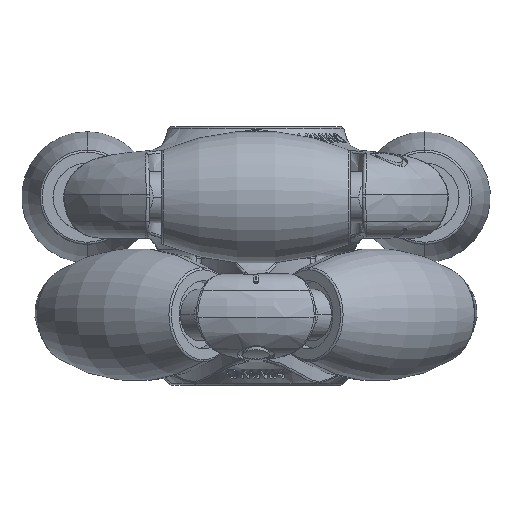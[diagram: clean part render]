
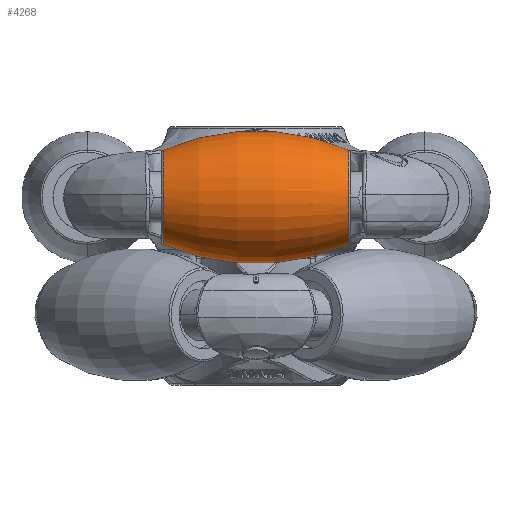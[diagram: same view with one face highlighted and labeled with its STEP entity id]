
A CAD part, left-side view. The second image highlights one B-rep face of the part: STEP entity #4268.
In plain terms, the highlighted toroidal (fillet/blend) face has major radius 17.955 mm and minor radius 25 mm.
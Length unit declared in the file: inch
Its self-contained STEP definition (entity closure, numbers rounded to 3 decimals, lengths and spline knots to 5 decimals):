
#2280 = DIRECTION ( 'NONE',  ( 0., 0., 1. ) ) ;
#2722 = CIRCLE ( 'NONE', #27075, 0.98425 ) ;
#3099 = EDGE_CURVE ( 'NONE', #9272, #43032, #16694, .T. ) ;
#4268 = ADVANCED_FACE ( 'NONE', ( #30983 ), #34811, .T. ) ;
#5144 = CARTESIAN_POINT ( 'NONE',  ( -0.70669, 0., 0.95295 ) ) ;
#5957 = CARTESIAN_POINT ( 'NONE',  ( -0.70669, 0.38873, 0.04872 ) ) ;
#8612 = DIRECTION ( 'NONE',  ( 0., 0., 1. ) ) ;
#8818 = DIRECTION ( 'NONE',  ( -1., 0., 0. ) ) ;
#9070 = DIRECTION ( 'NONE',  ( 0., -1., 0. ) ) ;
#9272 = VERTEX_POINT ( 'NONE', #16254 ) ;
#9879 = CARTESIAN_POINT ( 'NONE',  ( -0.70669, -0.38873, 0.24606 ) ) ;
#10220 = ORIENTED_EDGE ( 'NONE', *, *, #45839, .T. ) ;
#10541 = ORIENTED_EDGE ( 'NONE', *, *, #26374, .T. ) ;
#11245 = AXIS2_PLACEMENT_3D ( 'NONE', #23130, #38385, #8612 ) ;
#13519 = AXIS2_PLACEMENT_3D ( 'NONE', #21202, #20487, #47241 ) ;
#13982 = CARTESIAN_POINT ( 'NONE',  ( -0.70669, 0.38873, 0.24606 ) ) ;
#15406 = CARTESIAN_POINT ( 'NONE',  ( -0.70669, -0.38873, 0.04872 ) ) ;
#16254 = CARTESIAN_POINT ( 'NONE',  ( -0.70669, 0.38873, 0.44341 ) ) ;
#16694 = CIRCLE ( 'NONE', #13519, 0.98425 ) ;
#20487 = DIRECTION ( 'NONE',  ( 1., 0., 0. ) ) ;
#21011 = CIRCLE ( 'NONE', #32793, 0.19735 ) ;
#21202 = CARTESIAN_POINT ( 'NONE',  ( -0.70669, 0., -0.46083 ) ) ;
#22920 = CIRCLE ( 'NONE', #26863, 0.19735 ) ;
#23130 = CARTESIAN_POINT ( 'NONE',  ( -0.70669, 0., 0.24606 ) ) ;
#26374 = EDGE_CURVE ( 'NONE', #30593, #43032, #21011, .T. ) ;
#26863 = AXIS2_PLACEMENT_3D ( 'NONE', #13982, #29428, #40283 ) ;
#27075 = AXIS2_PLACEMENT_3D ( 'NONE', #5144, #8818, #9070 ) ;
#29281 = ORIENTED_EDGE ( 'NONE', *, *, #38874, .T. ) ;
#29428 = DIRECTION ( 'NONE',  ( 0., -1., 0. ) ) ;
#30593 = VERTEX_POINT ( 'NONE', #15406 ) ;
#30983 = FACE_OUTER_BOUND ( 'NONE', #35337, .T. ) ;
#32477 = DIRECTION ( 'NONE',  ( 0., 1., 0. ) ) ;
#32793 = AXIS2_PLACEMENT_3D ( 'NONE', #9879, #32477, #2280 ) ;
#34811 = TOROIDAL_SURFACE ( 'NONE', #11245, -0.70689, 0.98425 ) ;
#35337 = EDGE_LOOP ( 'NONE', ( #47635, #10220, #29281, #10541 ) ) ;
#38385 = DIRECTION ( 'NONE',  ( 0., -1., 0. ) ) ;
#38874 = EDGE_CURVE ( 'NONE', #39610, #30593, #2722, .T. ) ;
#39610 = VERTEX_POINT ( 'NONE', #5957 ) ;
#40007 = CARTESIAN_POINT ( 'NONE',  ( -0.70669, -0.38873, 0.44341 ) ) ;
#40283 = DIRECTION ( 'NONE',  ( 0., 0., -1. ) ) ;
#43032 = VERTEX_POINT ( 'NONE', #40007 ) ;
#45839 = EDGE_CURVE ( 'NONE', #9272, #39610, #22920, .T. ) ;
#47241 = DIRECTION ( 'NONE',  ( 0., 1., 0. ) ) ;
#47635 = ORIENTED_EDGE ( 'NONE', *, *, #3099, .F. ) ;
